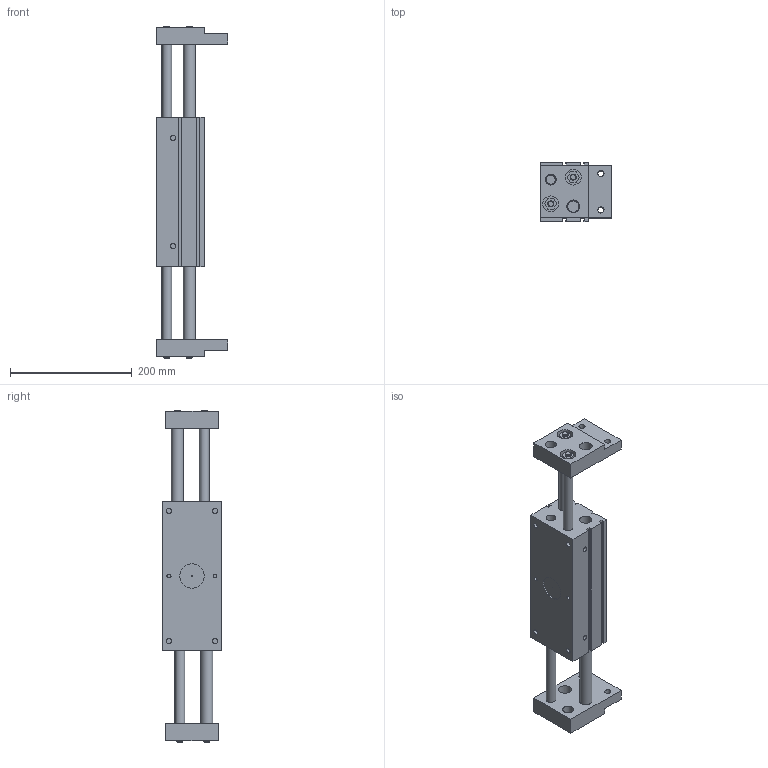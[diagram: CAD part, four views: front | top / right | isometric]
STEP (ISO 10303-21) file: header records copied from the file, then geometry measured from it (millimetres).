
FILE_DESCRIPTION((''),'2;1');
FILE_NAME('631140D2.stp','2011-06-14T10:45:12',('airolcr1'),(''),'Autodesk Inventor 2011','Autodesk Inventor 2011','');
FILE_SCHEMA(('AUTOMOTIVE_DESIGN { 1 0 10303 214 1 1 1 1 }'));
Length unit declared in the file: millimetre
Products named in the file (4): 631140D2; N-CORPO Ø40 D2; N-DITO Ø40 D2; 1-N-DITO Ø40 D2
Assembly tree (3 placements, depth 2):
  631140D2
    N-CORPO Ø40 D2
    N-DITO Ø40 D2
    1-N-DITO Ø40 D2
Bounding box: 118 x 98 x 546 mm (x, y, z)
Volume: 2365132.5 mm3; surface area: 320239.9 mm2
Topology: 3 solids, 3 shells, 159 faces, 378 edges, 250 vertices
Faces by surface type: plane 113, cylinder 38, cone 8
Full cylindrical faces by diameter (mm): 0.01 x2, 6 x1, 8.376 x6, 8.566 x2, 10 x4, 10.106 x4, 16 x4, 18 x2, 20 x4, 21 x2, 26 x4, 40 x1
Entity records: 4636 total; most frequent: DIRECTION 744, CARTESIAN_POINT 736, ORIENTED_EDGE 656, EDGE_CURVE 328, EDGE_LOOP 254, AXIS2_PLACEMENT_3D 250, VECTOR 244, LINE 244
